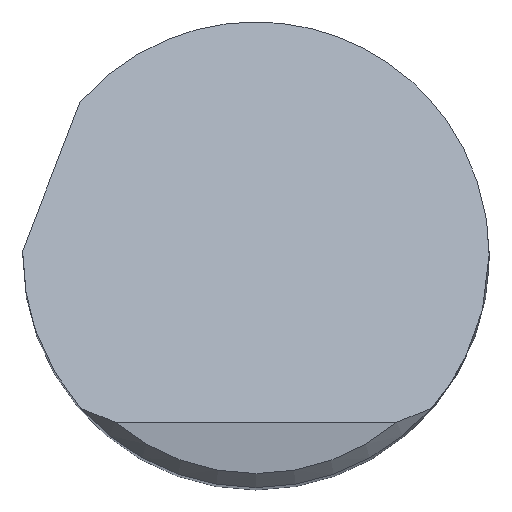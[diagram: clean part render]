
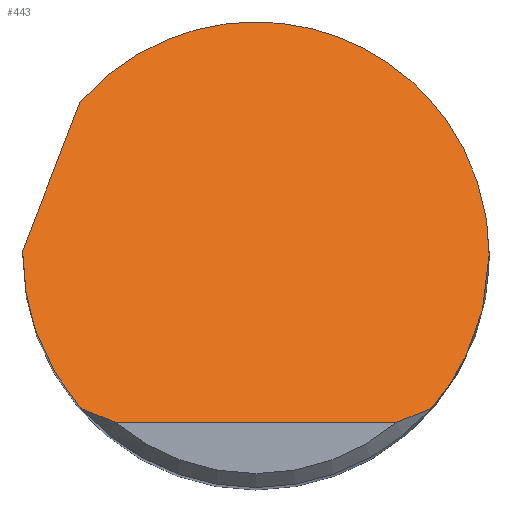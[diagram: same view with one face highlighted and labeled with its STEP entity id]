
A CAD part, top view. The second image highlights one B-rep face of the part: STEP entity #443.
In plain terms, the highlighted planar face has unit normal (0, 0.707, 0.707).
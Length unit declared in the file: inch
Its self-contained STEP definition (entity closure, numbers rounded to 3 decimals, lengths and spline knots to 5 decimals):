
#15 = VERTEX_POINT ( 'NONE', #62 ) ;
#19 = EDGE_CURVE ( 'NONE', #38, #88, #132, .T. ) ;
#28 = CARTESIAN_POINT ( 'NONE',  ( -0.18855, 0.16416, 2.15584 ) ) ;
#38 = VERTEX_POINT ( 'NONE', #444 ) ;
#62 = CARTESIAN_POINT ( 'NONE',  ( -0.18782, -0.165, 2.485 ) ) ;
#65 = CARTESIAN_POINT ( 'NONE',  ( 0.25, 0., 2.32 ) ) ;
#72 = CARTESIAN_POINT ( 'NONE',  ( -0.18782, -0.165, 2.485 ) ) ;
#78 = CARTESIAN_POINT ( 'NONE',  ( -0.15108, -0.18, 2.5 ) ) ;
#88 = VERTEX_POINT ( 'NONE', #826 ) ;
#93 = CARTESIAN_POINT ( 'NONE',  ( -0.22834, -0.11887, 2.43887 ) ) ;
#101 = ORIENTED_EDGE ( 'NONE', *, *, #651, .F. ) ;
#102 = CARTESIAN_POINT ( 'NONE',  ( -0.25, -0.06141, 2.38141 ) ) ;
#114 = ORIENTED_EDGE ( 'NONE', *, *, #136, .T. ) ;
#119 = EDGE_CURVE ( 'NONE', #15, #199, #601, .T. ) ;
#121 = B_SPLINE_CURVE_WITH_KNOTS ( 'NONE', 3,
 ( #209, #575, #395, #458 ),
 .UNSPECIFIED., .F., .F.,
 ( 4, 4 ),
 ( 0., 0.00108 ),
 .UNSPECIFIED. ) ;
#132 =( BOUNDED_CURVE ( )  B_SPLINE_CURVE ( 3, ( #65, #319, #185, #752 ),
 .UNSPECIFIED., .F., .T. ) 
 B_SPLINE_CURVE_WITH_KNOTS ( ( 4, 4 ),
 ( 1.5708, 2.29162 ),
 .UNSPECIFIED. ) 
 CURVE ( )  GEOMETRIC_REPRESENTATION_ITEM ( )  RATIONAL_B_SPLINE_CURVE ( ( 1., 0.957, 0.957, 1. ) ) 
 REPRESENTATION_ITEM ( '' )  );
#136 = EDGE_CURVE ( 'NONE', #367, #88, #121, .T. ) ;
#147 = ORIENTED_EDGE ( 'NONE', *, *, #623, .F. ) ;
#152 = ORIENTED_EDGE ( 'NONE', *, *, #747, .F. ) ;
#160 = CARTESIAN_POINT ( 'NONE',  ( -0.24995, 0.005, 2.315 ) ) ;
#185 = CARTESIAN_POINT ( 'NONE',  ( 0.22834, -0.11887, 2.43887 ) ) ;
#193 = CARTESIAN_POINT ( 'NONE',  ( -0.31638, -0.1672, 2.4872 ) ) ;
#199 = VERTEX_POINT ( 'NONE', #78 ) ;
#209 = CARTESIAN_POINT ( 'NONE',  ( 0.15108, -0.18, 2.5 ) ) ;
#214 = VECTOR ( 'NONE', #569, 39.37008 ) ;
#260 = CARTESIAN_POINT ( 'NONE',  ( 0.25, 0., 2.32 ) ) ;
#276 = CARTESIAN_POINT ( 'NONE',  ( -0.15108, -0.18, 2.5 ) ) ;
#282 = CARTESIAN_POINT ( 'NONE',  ( -0.25, 0., 2.32 ) ) ;
#290 = EDGE_CURVE ( 'NONE', #789, #783, #612, .T. ) ;
#319 = CARTESIAN_POINT ( 'NONE',  ( 0.25, -0.06141, 2.38141 ) ) ;
#323 = LINE ( 'NONE', #446, #467 ) ;
#341 = CARTESIAN_POINT ( 'NONE',  ( -0.17589, -0.1704, 2.4904 ) ) ;
#355 = DIRECTION ( 'NONE',  ( 0., -0.707, -0.707 ) ) ;
#367 = VERTEX_POINT ( 'NONE', #614 ) ;
#386 = ORIENTED_EDGE ( 'NONE', *, *, #290, .F. ) ;
#395 = CARTESIAN_POINT ( 'NONE',  ( 0.17589, -0.1704, 2.4904 ) ) ;
#416 = EDGE_LOOP ( 'NONE', ( #760, #114, #656, #101, #147, #386, #152, #804 ) ) ;
#442 =( BOUNDED_CURVE ( )  B_SPLINE_CURVE ( 3, ( #509, #457, #708, #260 ),
 .UNSPECIFIED., .F., .F. ) 
 B_SPLINE_CURVE_WITH_KNOTS ( ( 4, 4 ),
 ( 5.42872, 7.85398 ),
 .UNSPECIFIED. ) 
 CURVE ( )  GEOMETRIC_REPRESENTATION_ITEM ( )  RATIONAL_B_SPLINE_CURVE ( ( 1., 0.567, 0.567, 1. ) ) 
 REPRESENTATION_ITEM ( '' )  );
#443 = ADVANCED_FACE ( 'NONE', ( #671 ), #476, .F. ) ;
#444 = CARTESIAN_POINT ( 'NONE',  ( 0.25, 0., 2.32 ) ) ;
#446 = CARTESIAN_POINT ( 'NONE',  ( 0., -0.18, 2.5 ) ) ;
#450 = DIRECTION ( 'NONE',  ( 1., 0., 0. ) ) ;
#457 = CARTESIAN_POINT ( 'NONE',  ( -0.0078, 0.37177, 1.94823 ) ) ;
#458 = CARTESIAN_POINT ( 'NONE',  ( 0.18782, -0.165, 2.485 ) ) ;
#460 = CARTESIAN_POINT ( 'NONE',  ( -0.24995, 0.005, 2.315 ) ) ;
#467 = VECTOR ( 'NONE', #450, 39.37008 ) ;
#471 = CARTESIAN_POINT ( 'NONE',  ( -0.24998, 0.00333, 2.31667 ) ) ;
#476 = PLANE ( 'NONE',  #784 ) ;
#477 = CARTESIAN_POINT ( 'NONE',  ( -0.25, 0.00167, 2.31833 ) ) ;
#509 = CARTESIAN_POINT ( 'NONE',  ( -0.18855, 0.16416, 2.15584 ) ) ;
#527 = CARTESIAN_POINT ( 'NONE',  ( -0.18782, -0.165, 2.485 ) ) ;
#531 = CARTESIAN_POINT ( 'NONE',  ( -0.25, 0., 2.32 ) ) ;
#569 = DIRECTION ( 'NONE',  ( 0.263, 0.682, -0.682 ) ) ;
#575 = CARTESIAN_POINT ( 'NONE',  ( 0.16367, -0.17542, 2.49542 ) ) ;
#576 =( BOUNDED_CURVE ( )  B_SPLINE_CURVE ( 3, ( #527, #93, #102, #282 ),
 .UNSPECIFIED., .F., .F. ) 
 B_SPLINE_CURVE_WITH_KNOTS ( ( 4, 4 ),
 ( 3.99157, 4.71239 ),
 .UNSPECIFIED. ) 
 CURVE ( )  GEOMETRIC_REPRESENTATION_ITEM ( )  RATIONAL_B_SPLINE_CURVE ( ( 1., 0.957, 0.957, 1. ) ) 
 REPRESENTATION_ITEM ( '' )  );
#601 = B_SPLINE_CURVE_WITH_KNOTS ( 'NONE', 3,
 ( #72, #341, #655, #276 ),
 .UNSPECIFIED., .F., .F.,
 ( 4, 4 ),
 ( 0., 0.00108 ),
 .UNSPECIFIED. ) ;
#608 = EDGE_CURVE ( 'NONE', #199, #367, #323, .T. ) ;
#612 =( BOUNDED_CURVE ( )  B_SPLINE_CURVE ( 3, ( #531, #477, #471, #160 ),
 .UNSPECIFIED., .F., .F. ) 
 B_SPLINE_CURVE_WITH_KNOTS ( ( 4, 4 ),
 ( 4.71239, 4.73239 ),
 .UNSPECIFIED. ) 
 CURVE ( )  GEOMETRIC_REPRESENTATION_ITEM ( )  RATIONAL_B_SPLINE_CURVE ( ( 1., 1., 1., 1. ) ) 
 REPRESENTATION_ITEM ( '' )  );
#614 = CARTESIAN_POINT ( 'NONE',  ( 0.15108, -0.18, 2.5 ) ) ;
#623 = EDGE_CURVE ( 'NONE', #783, #710, #716, .T. ) ;
#651 = EDGE_CURVE ( 'NONE', #710, #38, #442, .T. ) ;
#655 = CARTESIAN_POINT ( 'NONE',  ( -0.16367, -0.17542, 2.49542 ) ) ;
#656 = ORIENTED_EDGE ( 'NONE', *, *, #19, .F. ) ;
#671 = FACE_OUTER_BOUND ( 'NONE', #416, .T. ) ;
#676 = CARTESIAN_POINT ( 'NONE',  ( -0.25, -0.18, 2.5 ) ) ;
#708 = CARTESIAN_POINT ( 'NONE',  ( 0.25, 0.27527, 2.04473 ) ) ;
#710 = VERTEX_POINT ( 'NONE', #28 ) ;
#716 = LINE ( 'NONE', #193, #214 ) ;
#731 = CARTESIAN_POINT ( 'NONE',  ( -0.25, 0., 2.32 ) ) ;
#747 = EDGE_CURVE ( 'NONE', #15, #789, #576, .T. ) ;
#752 = CARTESIAN_POINT ( 'NONE',  ( 0.18782, -0.165, 2.485 ) ) ;
#760 = ORIENTED_EDGE ( 'NONE', *, *, #608, .T. ) ;
#783 = VERTEX_POINT ( 'NONE', #460 ) ;
#784 = AXIS2_PLACEMENT_3D ( 'NONE', #676, #355, #802 ) ;
#789 = VERTEX_POINT ( 'NONE', #731 ) ;
#802 = DIRECTION ( 'NONE',  ( 0., 0.707, -0.707 ) ) ;
#804 = ORIENTED_EDGE ( 'NONE', *, *, #119, .T. ) ;
#826 = CARTESIAN_POINT ( 'NONE',  ( 0.18782, -0.165, 2.485 ) ) ;
